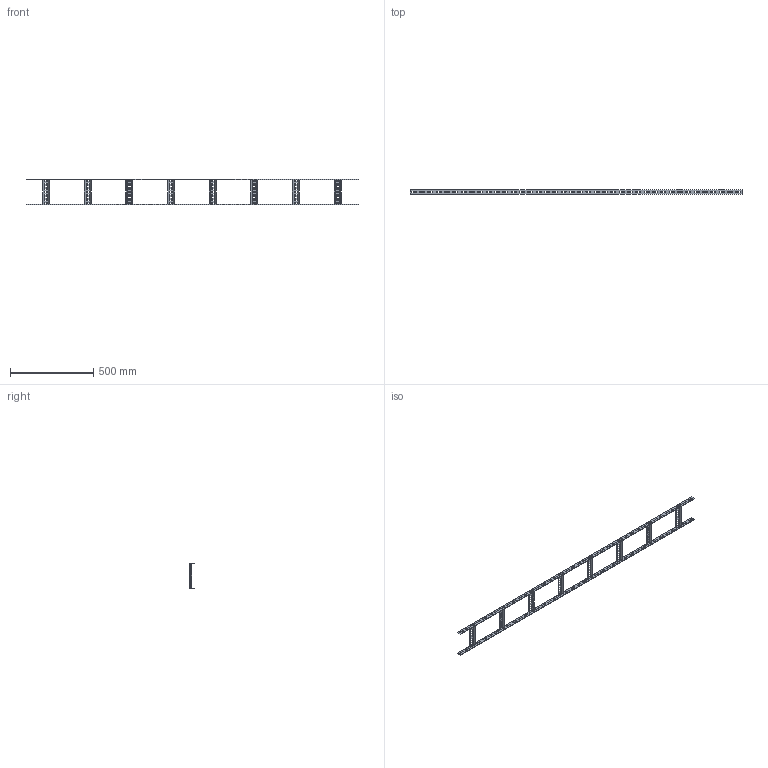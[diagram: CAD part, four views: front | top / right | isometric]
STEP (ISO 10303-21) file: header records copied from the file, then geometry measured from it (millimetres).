
FILE_DESCRIPTION (( 'STEP AP214' ), '1' );
FILE_NAME ('7097131.stp', '2018-01-25T16:09:43', ( '' ), ( '' ), 'SwSTEP 2.0', 'SolidWorks 2016', '' );
FILE_SCHEMA (( 'AUTOMOTIVE_DESIGN' ));
Length unit declared in the file: millimetre
Products named in the file (3): KTS 20.002-006_ohne OBO-Logo; KTS 20.002-002_T-Sprosse-150 56ø; 7097131
Assembly tree (10 placements, depth 2):
  7097131
    KTS 20.002-002_T-Sprosse-150 56ø  x8
    KTS 20.002-006_ohne OBO-Logo  x2
Bounding box: 1994 x 25 x 156 mm (x, y, z)
Volume: 303056.9 mm3; surface area: 318817.7 mm2
Topology: 10 solids, 10 shells, 844 faces, 2472 edges, 1648 vertices
Faces by surface type: plane 460, cylinder 384
Entity records: 9138 total; most frequent: DIRECTION 1590, CARTESIAN_POINT 1553, ORIENTED_EDGE 1536, EDGE_CURVE 768, AXIS2_PLACEMENT_3D 549, VERTEX_POINT 512, VECTOR 492, LINE 492
